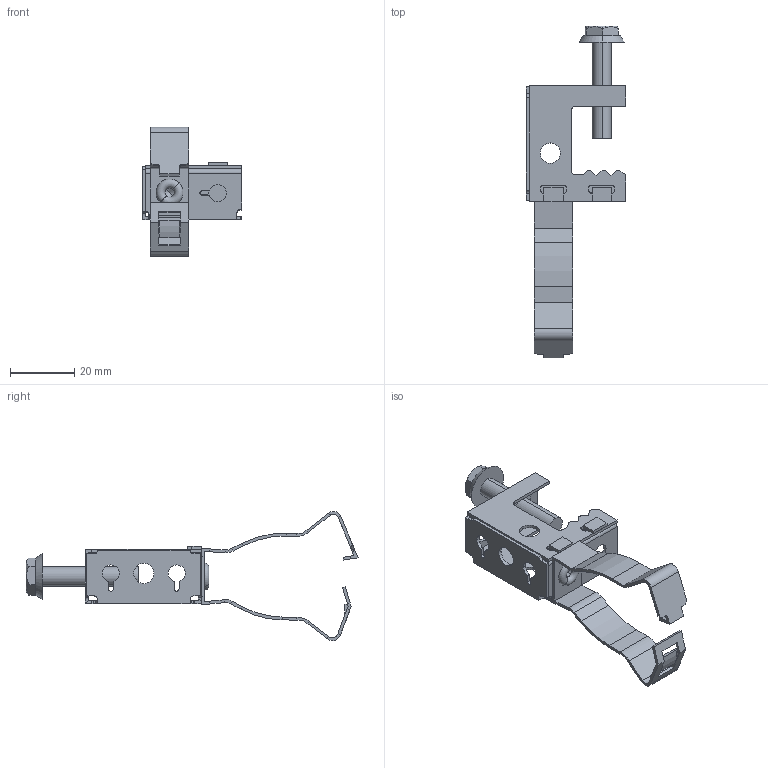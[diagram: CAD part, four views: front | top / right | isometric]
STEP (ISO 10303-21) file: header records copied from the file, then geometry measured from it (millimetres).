
FILE_DESCRIPTION (( 'STEP AP214' ), '1' );
FILE_NAME ('1488591.STEP', '2025-11-18T08:12:59', ( '' ), ( '' ), 'SwSTEP 2.0', 'SolidWorks 2024', '' );
FILE_SCHEMA (( 'AUTOMOTIVE_DESIGN' ));
Length unit declared in the file: millimetre
Products named in the file (1): 1488591
Bounding box: 31 x 103.41 x 40.27 mm (x, y, z)
Volume: 5613.2 mm3; surface area: 10830.3 mm2
Topology: 4 solids, 4 shells, 403 faces, 1107 edges, 701 vertices
Faces by surface type: plane 246, cylinder 127, cone 18, bspline 7, torus 4, sphere 1
Entity records: 13737 total; most frequent: CARTESIAN_POINT 3327, ORIENTED_EDGE 2190, DIRECTION 2146, EDGE_CURVE 1095, VECTOR 756, LINE 756, VERTEX_POINT 700, AXIS2_PLACEMENT_3D 695
